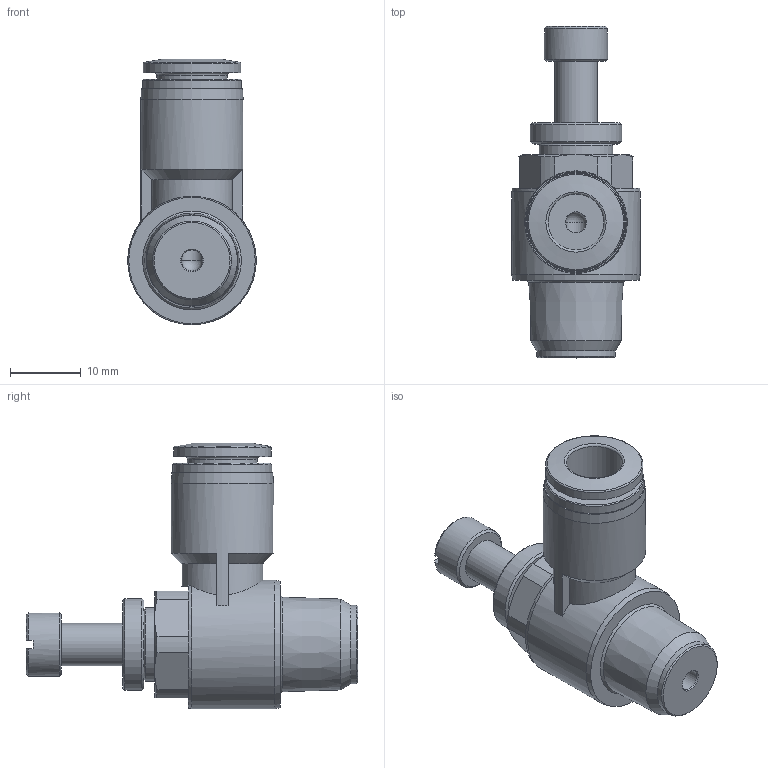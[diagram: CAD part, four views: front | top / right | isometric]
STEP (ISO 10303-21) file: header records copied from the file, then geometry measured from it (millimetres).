
FILE_DESCRIPTION(/* description */ ('STEP AP214'),/* implementation_level */ '2;1');
FILE_NAME(/* name */ '534662_GRLA-1_4-QB-5_16-U',/* time_stamp */ '2024-08-28T20:54:33+02:00',/* author */ ('License CC BY-ND 4.0'),/* organization */ ('CADENAS'),/* preprocessor_version */ 'ST-DEVELOPER v19.3',/* originating_system */ 'PARTsolutions',/* authorisation */ ' ');
FILE_SCHEMA (('AUTOMOTIVE_DESIGN {1 0 10303 214 3 1 1}'));
Length unit declared in the file: millimetre
Products named in the file (1): 534662 GRLA-1/4-QB-5/16-U---(47)
Bounding box: 18.2 x 47 x 37.6 mm (x, y, z)
Volume: 8618.4 mm3; surface area: 4345.9 mm2
Topology: 1 solids, 1 shells, 76 faces, 175 edges, 109 vertices
Faces by surface type: plane 27, cone 24, cylinder 21, torus 3, sphere 1
Full cylindrical faces by diameter (mm): 3 x2, 6 x1, 7.938 x1, 9 x1, 9.938 x1, 10.4 x1, 11.183 x1, 13 x1, 13.8 x1, 14 x1, 14.5 x1, 18.2 x1
Entity records: 2567 total; most frequent: CARTESIAN_POINT 428, DIRECTION 341, ORIENTED_EDGE 280, AXIS2_PLACEMENT_3D 152, EDGE_CURVE 140, EDGE_LOOP 116, FACE_BOUND 116, VERTEX_POINT 104
